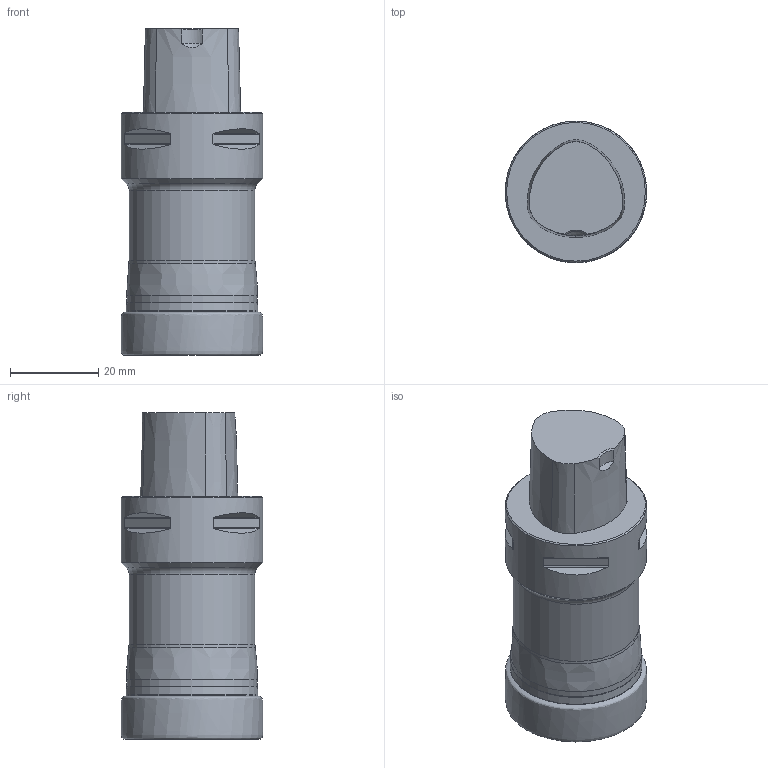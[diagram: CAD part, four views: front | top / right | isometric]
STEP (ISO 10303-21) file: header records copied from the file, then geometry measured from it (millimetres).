
FILE_DESCRIPTION(/* description */ (''),/* implementation_level */ '2;1');
FILE_NAME(/* name */ 'TOOLASSEMBLY_1.STP',/* time_stamp */ '2024-08-27T14:16:27+02:00',/* author */ (''),/* organization */ ('SMS'),/* preprocessor_version */ 'ST-DEVELOPER v16.7',/* originating_system */ 'SIEMENS PLM Software NX 12.0',/* authorisation */ '');
FILE_SCHEMA (('AUTOMOTIVE_DESIGN { 1 0 10303 214 3 1 1 1 }'));
Length unit declared in the file: millimetre
Products named in the file (4): ASSEMBLY_CONSTRUCTION; CUT_20240827141450; NOCUT_20240827141427; TOOLASSEMBLY_1
Assembly tree (3 placements, depth 2):
  TOOLASSEMBLY_1
    NOCUT_20240827141427
    CUT_20240827141450
    ASSEMBLY_CONSTRUCTION
Bounding box: 32.01 x 32.02 x 74 mm (x, y, z)
Volume: 49518.9 mm3; surface area: 10465.1 mm2
Topology: 2 solids, 2 shells, 55 faces, 129 edges, 89 vertices
Faces by surface type: plane 16, cone 15, cylinder 12, torus 10, bspline 2
Full cylindrical faces by diameter (mm): 28.5 x1, 29.6 x1, 32 x1
Entity records: 6333 total; most frequent: CARTESIAN_POINT 5030, DIRECTION 254, ORIENTED_EDGE 196, AXIS2_PLACEMENT_3D 112, EDGE_CURVE 98, EDGE_LOOP 81, VERTEX_POINT 74, ADVANCED_FACE 55
